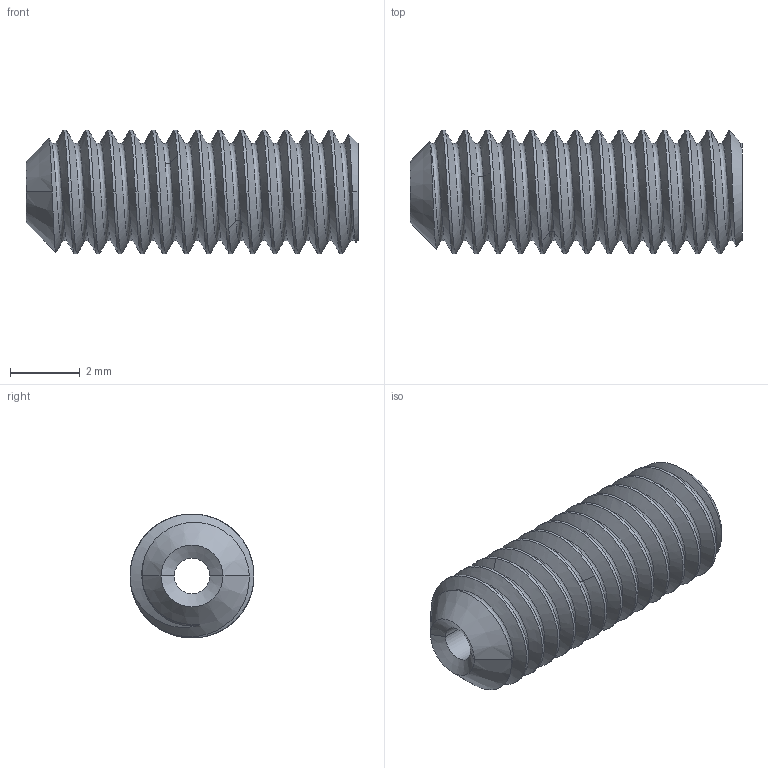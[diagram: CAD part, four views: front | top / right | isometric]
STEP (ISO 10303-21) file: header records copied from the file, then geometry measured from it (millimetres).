
FILE_DESCRIPTION((''),'2;1');
FILE_NAME('001_SET_SCREW_INCH_ASM','2023-11-17T',('SYSTEM'),(''),'PRO/ENGINEER BY PARAMETRIC TECHNOLOGY CORPORATION, 2016360','PRO/ENGINEER BY PARAMETRIC TECHNOLOGY CORPORATION, 2016360','');
FILE_SCHEMA(('AUTOMOTIVE_DESIGN { 1 0 10303 214 1 1 1 1 }'));
Length unit declared in the file: inch
Products named in the file (2): T-K138_AF0; 001_SET_SCREW_INCH_ASM
Assembly tree (1 placements, depth 2):
  001_SET_SCREW_INCH_ASM
    T-K138_AF0
Bounding box: 9.53 x 3.56 x 3.56 mm (x, y, z)
Volume: 62.2 mm3; surface area: 195.3 mm2
Topology: 1 solids, 1 shells, 57 faces, 153 edges, 98 vertices
Faces by surface type: cylinder 28, bspline 15, plane 8, cone 6
Entity records: 6389 total; most frequent: CARTESIAN_POINT 4952, ORIENTED_EDGE 306, DIRECTION 168, EDGE_CURVE 153, COLOUR_RGB 110, VERTEX_POINT 98, B_SPLINE_CURVE_WITH_KNOTS 85, EDGE_LOOP 59
